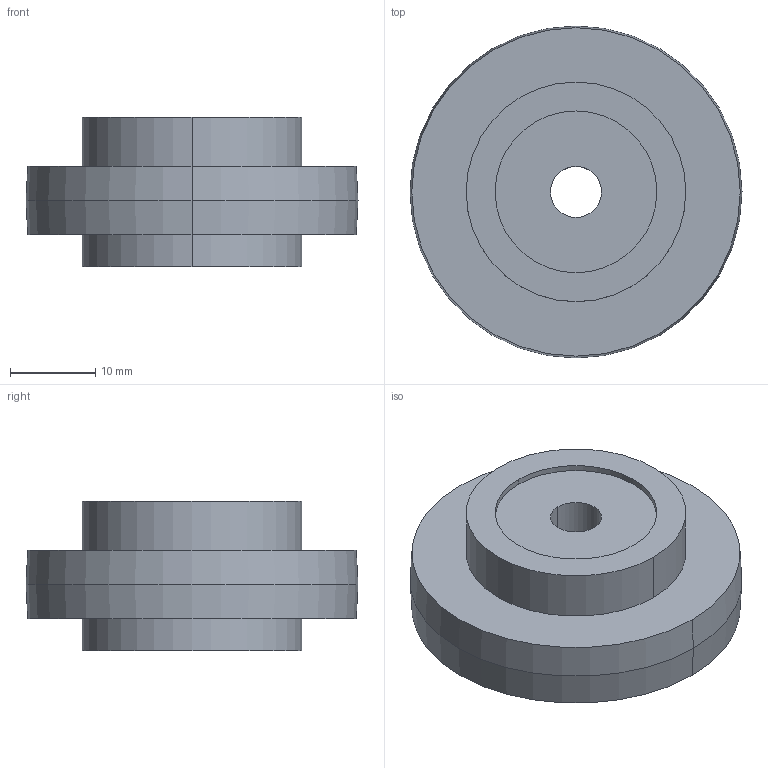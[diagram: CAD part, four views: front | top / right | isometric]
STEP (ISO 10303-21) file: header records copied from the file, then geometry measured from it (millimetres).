
FILE_DESCRIPTION (( 'STEP AP214' ), '1' );
FILE_NAME ('7228800', '2019-02-04T09:52:09', ( '' ), ('JUGARD+KÜNSTNER GmbH'), 'SwSTEP 2.0', 'SolidWorks 2017', '' );
FILE_SCHEMA (( 'AUTOMOTIVE_DESIGN' ));
Length unit declared in the file: millimetre
Products named in the file (1): 7228800_CNAJF00
Bounding box: 39 x 39 x 17.6 mm (x, y, z)
Volume: 13618.2 mm3; surface area: 4424.8 mm2
Topology: 1 solids, 1 shells, 20 faces, 40 edges, 26 vertices
Faces by surface type: cylinder 10, plane 6, cone 4
Entity records: 616 total; most frequent: DIRECTION 108, CARTESIAN_POINT 87, ORIENTED_EDGE 80, AXIS2_PLACEMENT_3D 47, EDGE_CURVE 40, CIRCLE 26, VERTEX_POINT 26, EDGE_LOOP 26
